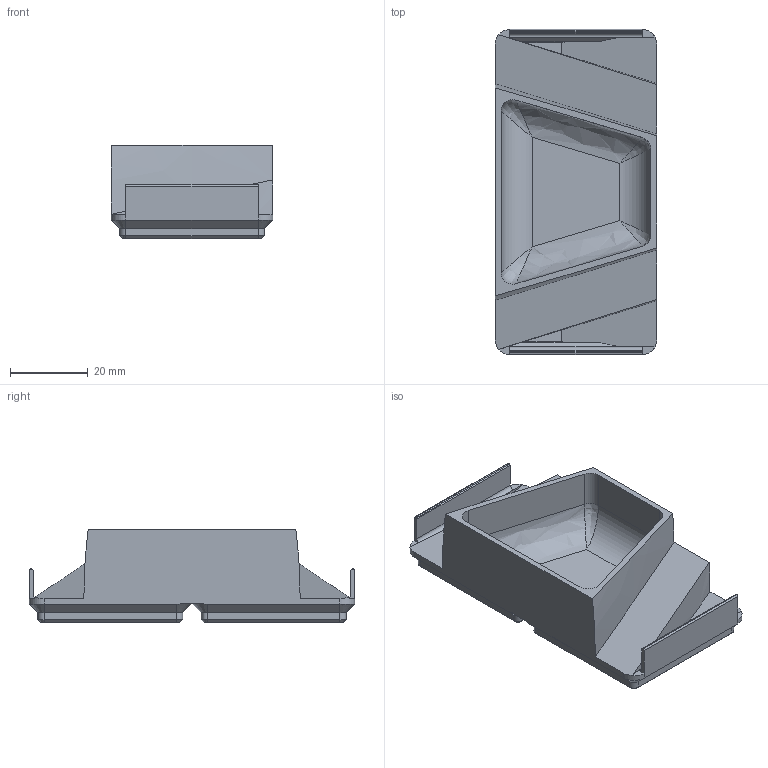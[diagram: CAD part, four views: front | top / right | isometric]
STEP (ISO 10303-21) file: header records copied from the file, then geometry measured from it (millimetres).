
FILE_DESCRIPTION(/* description */ ('STEP AP242','CAx-IF Rec.Pracs.---Representation and Presentation of Product Manufacturing Information (PMI)---4.0---2014-10-13','CAx-IF Rec.Pracs.---3D Tessellated Geometry---0.4---2014-09-14','2;1'),/* implementation_level */ '2;1');
FILE_NAME(/* name */ '64c1965a1eba220bcaa3970b',/* time_stamp */ '2023-07-26T21:55:38Z',/* author */ (''),/* organization */ (''),/* preprocessor_version */ 'ST-DEVELOPER v19.4',/* originating_system */ ' ',/* authorisation */ ' ');
FILE_SCHEMA (('AP242_MANAGED_MODEL_BASED_3D_ENGINEERING_MIM_LF { 1 0 10303 442 1 1 4 }'));
Length unit declared in the file: metre
Products named in the file (1): Box
Bounding box: 41.5 x 83.5 x 24 mm (x, y, z)
Volume: 29760.7 mm3; surface area: 15596.7 mm2
Topology: 1 solids, 1 shells, 184 faces, 447 edges, 270 vertices
Faces by surface type: plane 116, cylinder 38, cone 22, bspline 8
Full cylindrical faces by diameter (mm): 3 x6, 6.4 x8
Entity records: 5275 total; most frequent: CARTESIAN_POINT 1158, DIRECTION 849, ORIENTED_EDGE 830, EDGE_CURVE 415, AXIS2_PLACEMENT_3D 299, VERTEX_POINT 256, LINE 251, VECTOR 251
